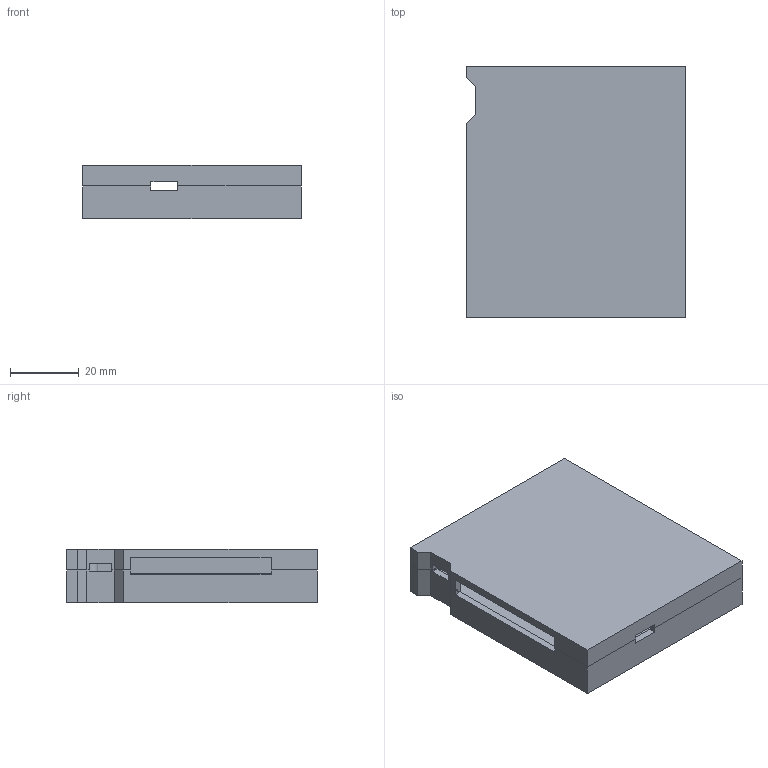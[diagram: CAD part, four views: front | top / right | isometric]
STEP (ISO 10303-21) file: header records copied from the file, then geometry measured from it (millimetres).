
FILE_DESCRIPTION(/* description */ ('','CAx-IF Rec.Pracs.---Representation and Presentation of Product Manufacturing Information (PMI)---4.0---2014-10-13'),/* implementation_level */ '2;1');
FILE_NAME(/* name */ 'LogicAnalyzer enclosure.step',/* time_stamp */ '2025-03-20T14:45:23+02:00',/* author */ (''),/* organization */ (''),/* preprocessor_version */ 'ST-DEVELOPER v20',/* originating_system */ 'Autodesk Translation Framework v13.20.0.188',/* authorisation */ '');
FILE_SCHEMA (('AP242_MANAGED_MODEL_BASED_3D_ENGINEERING_MIM_LF { 1 0 10303 442 1 1 4 }'));
Length unit declared in the file: millimetre
Products named in the file (2): LogicAnalyzer enclosure; Box
Assembly tree (1 placements, depth 2):
  LogicAnalyzer enclosure
    Box
Bounding box: 63.6 x 72.97 x 15.5 mm (x, y, z)
Volume: 30197.6 mm3; surface area: 25719.2 mm2
Topology: 2 solids, 2 shells, 141 faces, 373 edges, 248 vertices
Faces by surface type: plane 126, cylinder 15
Full cylindrical faces by diameter (mm): 2.4 x3, 2.9 x3, 4.9 x6, 5 x3
Entity records: 4365 total; most frequent: CARTESIAN_POINT 765, ORIENTED_EDGE 746, DIRECTION 691, EDGE_CURVE 373, LINE 343, VECTOR 343, VERTEX_POINT 248, AXIS2_PLACEMENT_3D 174
